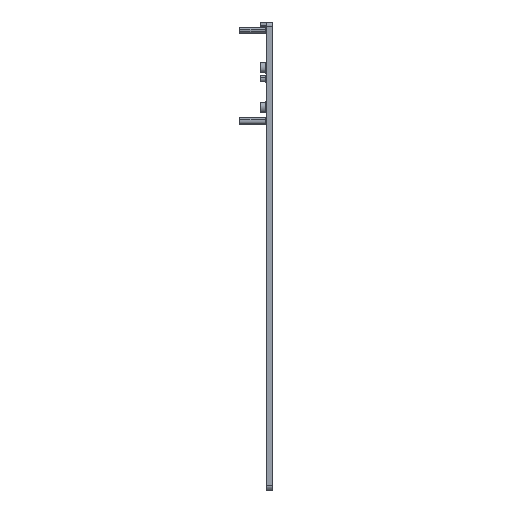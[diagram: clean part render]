
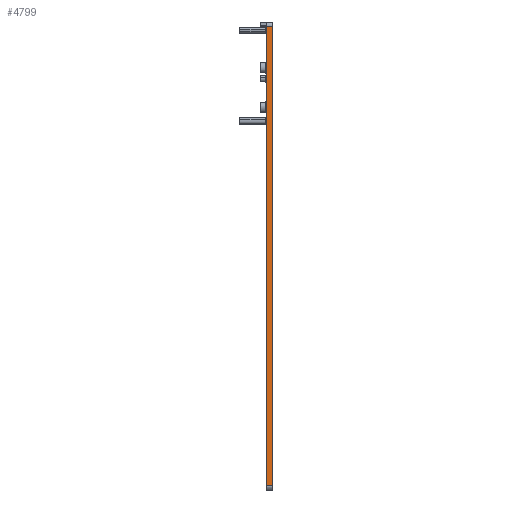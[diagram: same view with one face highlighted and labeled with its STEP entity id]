
A CAD part, left-side view. The second image highlights one B-rep face of the part: STEP entity #4799.
In plain terms, the highlighted planar face has unit normal (-1, 0, 0).
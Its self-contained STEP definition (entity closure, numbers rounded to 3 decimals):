
#252 = EDGE_LOOP ( 'NONE', ( #1725, #1047, #1619, #4521 ) ) ;
#316 = EDGE_CURVE ( 'NONE', #3279, #1502, #791, .T. ) ;
#332 = AXIS2_PLACEMENT_3D ( 'NONE', #1872, #1846, #3498 ) ;
#342 = CARTESIAN_POINT ( 'NONE',  ( -179.5, 3., 110.5 ) ) ;
#425 = EDGE_CURVE ( 'NONE', #3196, #3147, #3791, .T. ) ;
#705 = CARTESIAN_POINT ( 'NONE',  ( -179.5, 3., 110.5 ) ) ;
#716 = VECTOR ( 'NONE', #3058, 1000. ) ;
#791 = LINE ( 'NONE', #2468, #1074 ) ;
#1046 = VECTOR ( 'NONE', #2385, 1000. ) ;
#1047 = ORIENTED_EDGE ( 'NONE', *, *, #5274, .T. ) ;
#1074 = VECTOR ( 'NONE', #1242, 1000. ) ;
#1242 = DIRECTION ( 'NONE',  ( 0., 0., 1. ) ) ;
#1502 = VERTEX_POINT ( 'NONE', #4576 ) ;
#1619 = ORIENTED_EDGE ( 'NONE', *, *, #425, .F. ) ;
#1725 = ORIENTED_EDGE ( 'NONE', *, *, #316, .T. ) ;
#1846 = DIRECTION ( 'NONE',  ( 1., 0., 0. ) ) ;
#1872 = CARTESIAN_POINT ( 'NONE',  ( -179.5, 3., -112.5 ) ) ;
#1899 = FACE_OUTER_BOUND ( 'NONE', #252, .T. ) ;
#2062 = CARTESIAN_POINT ( 'NONE',  ( -179.5, 3., -110.5 ) ) ;
#2206 = EDGE_CURVE ( 'NONE', #3196, #3279, #3778, .T. ) ;
#2385 = DIRECTION ( 'NONE',  ( 0., 1., 0. ) ) ;
#2468 = CARTESIAN_POINT ( 'NONE',  ( -179.5, 0., -112.5 ) ) ;
#2627 = VECTOR ( 'NONE', #3723, 1000. ) ;
#3058 = DIRECTION ( 'NONE',  ( 0., 0., 1. ) ) ;
#3147 = VERTEX_POINT ( 'NONE', #705 ) ;
#3196 = VERTEX_POINT ( 'NONE', #2062 ) ;
#3279 = VERTEX_POINT ( 'NONE', #3729 ) ;
#3384 = CARTESIAN_POINT ( 'NONE',  ( -179.5, 3., -112.5 ) ) ;
#3498 = DIRECTION ( 'NONE',  ( 0., 0., -1. ) ) ;
#3723 = DIRECTION ( 'NONE',  ( 0., -1., 0. ) ) ;
#3729 = CARTESIAN_POINT ( 'NONE',  ( -179.5, 0., -110.5 ) ) ;
#3778 = LINE ( 'NONE', #4174, #2627 ) ;
#3791 = LINE ( 'NONE', #3384, #716 ) ;
#4174 = CARTESIAN_POINT ( 'NONE',  ( -179.5, 3., -110.5 ) ) ;
#4359 = PLANE ( 'NONE',  #332 ) ;
#4521 = ORIENTED_EDGE ( 'NONE', *, *, #2206, .T. ) ;
#4576 = CARTESIAN_POINT ( 'NONE',  ( -179.5, 0., 110.5 ) ) ;
#4588 = LINE ( 'NONE', #342, #1046 ) ;
#4799 = ADVANCED_FACE ( 'NONE', ( #1899 ), #4359, .F. ) ;
#5274 = EDGE_CURVE ( 'NONE', #1502, #3147, #4588, .T. ) ;
